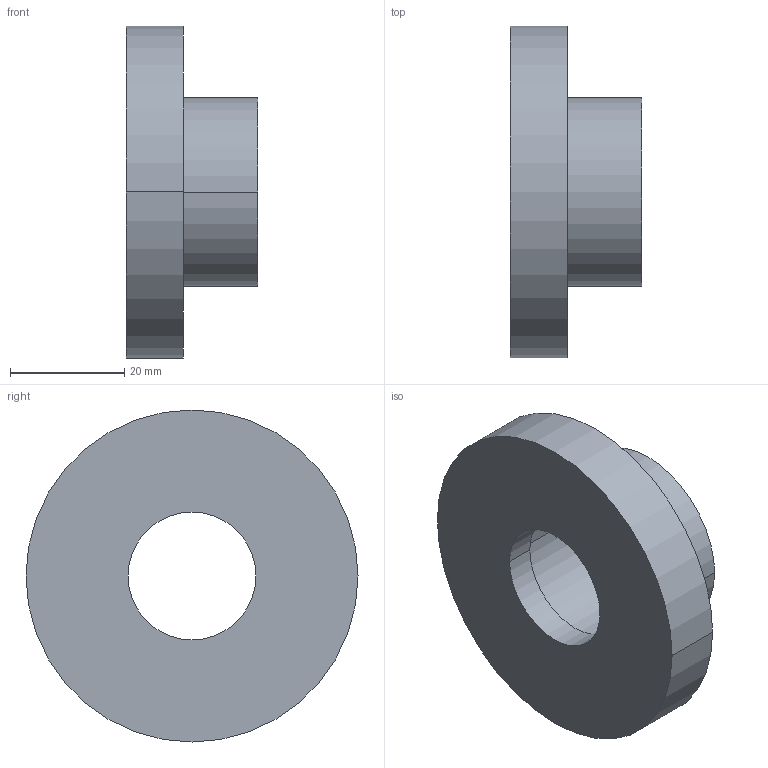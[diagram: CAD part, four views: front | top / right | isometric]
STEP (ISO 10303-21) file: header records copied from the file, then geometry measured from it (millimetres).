
FILE_DESCRIPTION( ( '' ), '1' );
FILE_NAME( 'AGRU_11052002507_PPR_grau_Bundbuchse_DIN_25_-_MOP_16_bar_10.stp', '2018-02-12T14:02:05', ( '' ), ( '' ), ' ', ' ', ' ' );
FILE_SCHEMA( ( 'automotive_design' ) );
Length unit declared in the file: millimetre
Products named in the file (1): 1
Bounding box: 23 x 58 x 58 mm (x, y, z)
Volume: 26745.3 mm3; surface area: 9435.1 mm2
Topology: 1 solids, 1 shells, 12 faces, 24 edges, 16 vertices
Faces by surface type: cylinder 8, plane 4
Entity records: 648 total; most frequent: DIRECTION 66, STYLED_ITEM 53, PRESENTATION_STYLE_ASSIGNMENT 53, CARTESIAN_POINT 53, COLOUR_RGB 53, ORIENTED_EDGE 48, AXIS2_PLACEMENT_3D 29, EDGE_CURVE 24
